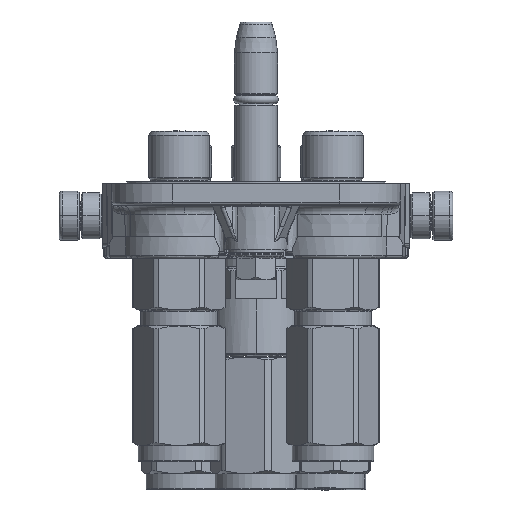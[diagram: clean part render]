
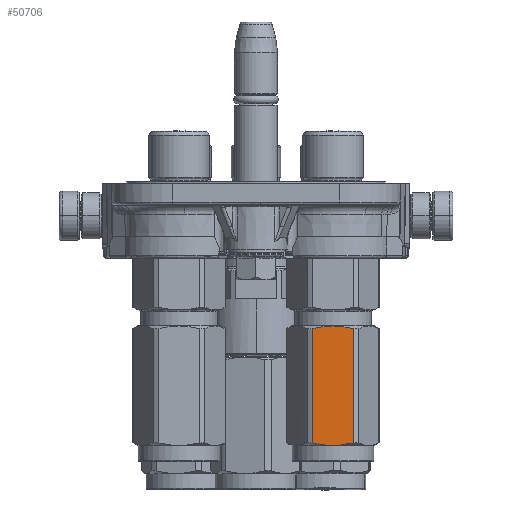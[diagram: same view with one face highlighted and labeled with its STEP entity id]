
A CAD part, left-side view. The second image highlights one B-rep face of the part: STEP entity #50706.
In plain terms, the highlighted face is planar.
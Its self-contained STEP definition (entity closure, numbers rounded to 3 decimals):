
#793 = CARTESIAN_POINT ( 'NONE',  ( 13.5, -63.356, 0.551 ) ) ;
#2222 = CARTESIAN_POINT ( 'NONE',  ( 13.5, -62.959, -4.372 ) ) ;
#3215 = EDGE_CURVE ( 'NONE', #80831, #119218, #88182, .T. ) ;
#4162 = CARTESIAN_POINT ( 'NONE',  ( 13.5, -63.131, 3.262 ) ) ;
#6837 = PLANE ( 'NONE',  #100507 ) ;
#11770 = LINE ( 'NONE', #46879, #121578 ) ;
#13203 = CARTESIAN_POINT ( 'NONE',  ( 13.5, -62.49, -6.538 ) ) ;
#13514 = CARTESIAN_POINT ( 'NONE',  ( 13.499, -62.628, -5.99 ) ) ;
#19063 = DIRECTION ( 'NONE',  ( 1., 0., 0. ) ) ;
#22055 = VERTEX_POINT ( 'NONE', #67024 ) ;
#23807 = CARTESIAN_POINT ( 'NONE',  ( 13.499, -62.75, -5.449 ) ) ;
#25088 = CARTESIAN_POINT ( 'NONE',  ( 13.5, -24.506, -2.139 ) ) ;
#26266 = CARTESIAN_POINT ( 'NONE',  ( 13.5, -24.5, 0.013 ) ) ;
#30585 = CARTESIAN_POINT ( 'NONE',  ( 13.5, -24.5, 0.013 ) ) ;
#31382 = ORIENTED_EDGE ( 'NONE', *, *, #85194, .T. ) ;
#34111 = CARTESIAN_POINT ( 'NONE',  ( 13.499, -63.337, 1.097 ) ) ;
#42994 = CARTESIAN_POINT ( 'NONE',  ( 13.5, -62.49, 6.538 ) ) ;
#46316 = CARTESIAN_POINT ( 'NONE',  ( 13.5, -63.026, -3.969 ) ) ;
#46772 = CARTESIAN_POINT ( 'NONE',  ( 13.5, -63.117, -3.363 ) ) ;
#46879 = CARTESIAN_POINT ( 'NONE',  ( 13.5, -24.5, -0.013 ) ) ;
#47278 = CARTESIAN_POINT ( 'NONE',  ( 13.5, -63.108, -3.431 ) ) ;
#48262 = CARTESIAN_POINT ( 'NONE',  ( 13.5, -63.136, 3.226 ) ) ;
#48311 = ORIENTED_EDGE ( 'NONE', *, *, #88045, .T. ) ;
#49449 = B_SPLINE_CURVE_WITH_KNOTS ( 'NONE', 3,
 ( #123686, #13514, #23807, #113359, #2222, #46316, #124644, #68890, #47278, #46772, #125137, #80608, #125612, #793, #34111, #69866, #56673, #81584, #59571, #115794, #93288, #48262, #4162, #128022, #71792, #92316 ),
 .UNSPECIFIED., .F., .F.,
 ( 4, 2, 2, 1, 1, 2, 2, 2, 2, 2, 1, 1, 2, 2, 4 ),
 ( 0., 0.125, 0.187, 0.219, 0.234, 0.242, 0.25, 0.5, 0.625, 0.688, 0.719, 0.734, 0.742, 0.75, 1. ),
 .UNSPECIFIED. ) ;
#50706 = ADVANCED_FACE ( 'NONE', ( #88477 ), #6837, .T. ) ;
#51839 = CARTESIAN_POINT ( 'NONE',  ( 13.5, -25.366, 6.538 ) ) ;
#56673 = CARTESIAN_POINT ( 'NONE',  ( 13.5, -63.255, 2.191 ) ) ;
#58434 = VECTOR ( 'NONE', #136051, 1000. ) ;
#59571 = CARTESIAN_POINT ( 'NONE',  ( 13.5, -63.189, 2.81 ) ) ;
#61393 = LINE ( 'NONE', #42994, #86002 ) ;
#63157 = VERTEX_POINT ( 'NONE', #84992 ) ;
#67024 = CARTESIAN_POINT ( 'NONE',  ( 13.5, -24.5, -0.013 ) ) ;
#68890 = CARTESIAN_POINT ( 'NONE',  ( 13.5, -63.093, -3.532 ) ) ;
#69866 = CARTESIAN_POINT ( 'NONE',  ( 13.5, -63.279, 1.917 ) ) ;
#70071 = ORIENTED_EDGE ( 'NONE', *, *, #128122, .F. ) ;
#71792 = CARTESIAN_POINT ( 'NONE',  ( 13.498, -62.767, 5.442 ) ) ;
#79671 = EDGE_CURVE ( 'NONE', #80831, #63157, #49449, .T. ) ;
#80608 = CARTESIAN_POINT ( 'NONE',  ( 13.5, -63.279, -2.181 ) ) ;
#80831 = VERTEX_POINT ( 'NONE', #134121 ) ;
#80938 = CARTESIAN_POINT ( 'NONE',  ( 13.5, -24.795, -4.314 ) ) ;
#81584 = CARTESIAN_POINT ( 'NONE',  ( 13.5, -63.213, 2.603 ) ) ;
#82387 = CARTESIAN_POINT ( 'NONE',  ( 13.5, -25.366, -6.538 ) ) ;
#84825 = ORIENTED_EDGE ( 'NONE', *, *, #124257, .T. ) ;
#84992 = CARTESIAN_POINT ( 'NONE',  ( 13.5, -62.49, 6.538 ) ) ;
#85194 = EDGE_CURVE ( 'NONE', #121146, #124047, #120860, .T. ) ;
#86002 = VECTOR ( 'NONE', #143293, 1000. ) ;
#86690 = DIRECTION ( 'NONE',  ( 0., 0., 1. ) ) ;
#88045 = EDGE_CURVE ( 'NONE', #22055, #121146, #11770, .T. ) ;
#88182 = LINE ( 'NONE', #13203, #58434 ) ;
#88477 = FACE_OUTER_BOUND ( 'NONE', #129285, .T. ) ;
#88524 = ORIENTED_EDGE ( 'NONE', *, *, #79671, .F. ) ;
#92316 = CARTESIAN_POINT ( 'NONE',  ( 13.5, -62.49, 6.538 ) ) ;
#93288 = CARTESIAN_POINT ( 'NONE',  ( 13.5, -63.145, 3.157 ) ) ;
#94072 = CARTESIAN_POINT ( 'NONE',  ( 13.5, -24.5, -0.013 ) ) ;
#95360 = ORIENTED_EDGE ( 'NONE', *, *, #3215, .T. ) ;
#99083 = CARTESIAN_POINT ( 'NONE',  ( 13.5, -25.366, 6.538 ) ) ;
#100507 = AXIS2_PLACEMENT_3D ( 'NONE', #109089, #19063, #86690 ) ;
#109089 = CARTESIAN_POINT ( 'NONE',  ( 13.5, -24.5, -7.794 ) ) ;
#113359 = CARTESIAN_POINT ( 'NONE',  ( 13.499, -62.91, -4.641 ) ) ;
#115794 = CARTESIAN_POINT ( 'NONE',  ( 13.5, -63.159, 3.053 ) ) ;
#119218 = VERTEX_POINT ( 'NONE', #124419 ) ;
#120676 = CARTESIAN_POINT ( 'NONE',  ( 13.5, -24.506, 2.139 ) ) ;
#120860 = B_SPLINE_CURVE_WITH_KNOTS ( 'NONE', 3,
 ( #30585, #120676, #143151, #99083 ),
 .UNSPECIFIED., .F., .F.,
 ( 4, 4 ),
 ( 0., 1. ),
 .UNSPECIFIED. ) ;
#121146 = VERTEX_POINT ( 'NONE', #26266 ) ;
#121578 = VECTOR ( 'NONE', #137924, 1000. ) ;
#123686 = CARTESIAN_POINT ( 'NONE',  ( 13.5, -62.49, -6.538 ) ) ;
#124047 = VERTEX_POINT ( 'NONE', #51839 ) ;
#124257 = EDGE_CURVE ( 'NONE', #119218, #22055, #145099, .T. ) ;
#124419 = CARTESIAN_POINT ( 'NONE',  ( 13.5, -25.366, -6.538 ) ) ;
#124644 = CARTESIAN_POINT ( 'NONE',  ( 13.5, -63.058, -3.767 ) ) ;
#125137 = CARTESIAN_POINT ( 'NONE',  ( 13.5, -63.122, -3.331 ) ) ;
#125612 = CARTESIAN_POINT ( 'NONE',  ( 13.5, -63.356, -1.103 ) ) ;
#128022 = CARTESIAN_POINT ( 'NONE',  ( 13.5, -62.979, 4.374 ) ) ;
#128122 = EDGE_CURVE ( 'NONE', #63157, #124047, #61393, .T. ) ;
#129285 = EDGE_LOOP ( 'NONE', ( #95360, #84825, #48311, #31382, #70071, #88524 ) ) ;
#134121 = CARTESIAN_POINT ( 'NONE',  ( 13.5, -62.49, -6.538 ) ) ;
#136051 = DIRECTION ( 'NONE',  ( 0., 1., 0. ) ) ;
#137924 = DIRECTION ( 'NONE',  ( 0., 0., 1. ) ) ;
#143151 = CARTESIAN_POINT ( 'NONE',  ( 13.5, -24.795, 4.314 ) ) ;
#143293 = DIRECTION ( 'NONE',  ( 0., 1., 0. ) ) ;
#145099 = B_SPLINE_CURVE_WITH_KNOTS ( 'NONE', 3,
 ( #82387, #80938, #25088, #94072 ),
 .UNSPECIFIED., .F., .F.,
 ( 4, 4 ),
 ( 0., 1. ),
 .UNSPECIFIED. ) ;
